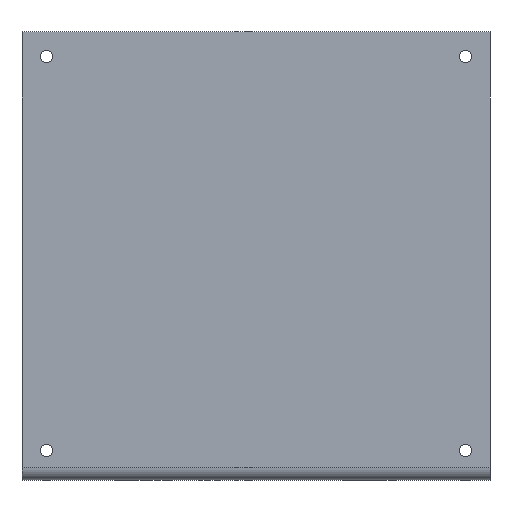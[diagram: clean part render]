
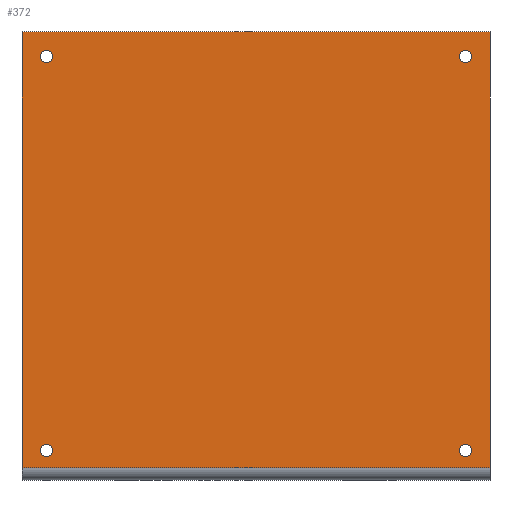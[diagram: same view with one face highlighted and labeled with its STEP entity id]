
A CAD part, front view. The second image highlights one B-rep face of the part: STEP entity #372.
In plain terms, the highlighted planar face has unit normal (0, -1, 0).
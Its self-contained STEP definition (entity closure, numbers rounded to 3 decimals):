
#28 = FACE_BOUND ( 'NONE', #741, .T. ) ;
#30 = EDGE_LOOP ( 'NONE', ( #789, #108 ) ) ;
#32 = EDGE_CURVE ( 'NONE', #522, #907, #113, .T. ) ;
#66 = CIRCLE ( 'NONE', #935, 2.5 ) ;
#98 = VECTOR ( 'NONE', #674, 1000. ) ;
#102 = ORIENTED_EDGE ( 'NONE', *, *, #32, .T. ) ;
#108 = ORIENTED_EDGE ( 'NONE', *, *, #620, .T. ) ;
#111 = EDGE_CURVE ( 'NONE', #122, #1121, #66, .T. ) ;
#113 = CIRCLE ( 'NONE', #708, 2.5 ) ;
#114 = ORIENTED_EDGE ( 'NONE', *, *, #848, .T. ) ;
#117 = LINE ( 'NONE', #1195, #98 ) ;
#122 = VERTEX_POINT ( 'NONE', #983 ) ;
#135 = VERTEX_POINT ( 'NONE', #1302 ) ;
#136 = VERTEX_POINT ( 'NONE', #1200 ) ;
#195 = AXIS2_PLACEMENT_3D ( 'NONE', #1183, #462, #1082 ) ;
#235 = EDGE_CURVE ( 'NONE', #1121, #122, #699, .T. ) ;
#249 = FACE_OUTER_BOUND ( 'NONE', #565, .T. ) ;
#255 = DIRECTION ( 'NONE',  ( 0., 0., 1. ) ) ;
#257 = DIRECTION ( 'NONE',  ( 0., 0., 1. ) ) ;
#266 = EDGE_CURVE ( 'NONE', #709, #944, #421, .T. ) ;
#273 = EDGE_LOOP ( 'NONE', ( #114, #102 ) ) ;
#285 = FACE_BOUND ( 'NONE', #30, .T. ) ;
#293 = DIRECTION ( 'NONE',  ( 0., 1., 0. ) ) ;
#313 = CARTESIAN_POINT ( 'NONE',  ( -85., -2., 80. ) ) ;
#315 = AXIS2_PLACEMENT_3D ( 'NONE', #779, #978, #255 ) ;
#332 = DIRECTION ( 'NONE',  ( 0., 0., -1. ) ) ;
#350 = CIRCLE ( 'NONE', #195, 2.5 ) ;
#362 = CARTESIAN_POINT ( 'NONE',  ( -85., -2., 77.5 ) ) ;
#372 = ADVANCED_FACE ( 'NONE', ( #285, #507, #799, #28, #249 ), #613, .F. ) ;
#393 = VERTEX_POINT ( 'NONE', #618 ) ;
#414 = DIRECTION ( 'NONE',  ( 0., 0., 1. ) ) ;
#421 = LINE ( 'NONE', #1066, #667 ) ;
#425 = CARTESIAN_POINT ( 'NONE',  ( 95., -2., -87. ) ) ;
#431 = ORIENTED_EDGE ( 'NONE', *, *, #1140, .F. ) ;
#433 = EDGE_CURVE ( 'NONE', #1093, #393, #1231, .T. ) ;
#439 = DIRECTION ( 'NONE',  ( -1., 0., 0. ) ) ;
#451 = AXIS2_PLACEMENT_3D ( 'NONE', #563, #1177, #455 ) ;
#455 = DIRECTION ( 'NONE',  ( 0., 0., 1. ) ) ;
#462 = DIRECTION ( 'NONE',  ( 0., 1., 0. ) ) ;
#496 = ORIENTED_EDGE ( 'NONE', *, *, #433, .T. ) ;
#497 = EDGE_CURVE ( 'NONE', #1107, #135, #1163, .T. ) ;
#501 = EDGE_CURVE ( 'NONE', #872, #136, #350, .T. ) ;
#507 = FACE_BOUND ( 'NONE', #636, .T. ) ;
#516 = CIRCLE ( 'NONE', #1138, 2.5 ) ;
#522 = VERTEX_POINT ( 'NONE', #362 ) ;
#531 = LINE ( 'NONE', #1058, #1052 ) ;
#533 = CIRCLE ( 'NONE', #627, 2.5 ) ;
#555 = EDGE_CURVE ( 'NONE', #135, #1107, #865, .T. ) ;
#563 = CARTESIAN_POINT ( 'NONE',  ( 85., -2., 80. ) ) ;
#565 = EDGE_LOOP ( 'NONE', ( #496, #431, #605, #1220 ) ) ;
#567 = CARTESIAN_POINT ( 'NONE',  ( 85., -2., 77.5 ) ) ;
#578 = DIRECTION ( 'NONE',  ( 0., 1., 0. ) ) ;
#587 = DIRECTION ( 'NONE',  ( 0., 1., 0. ) ) ;
#590 = DIRECTION ( 'NONE',  ( 0., 0., 1. ) ) ;
#605 = ORIENTED_EDGE ( 'NONE', *, *, #266, .F. ) ;
#607 = DIRECTION ( 'NONE',  ( 0., 1., 0. ) ) ;
#613 = PLANE ( 'NONE',  #1165 ) ;
#618 = CARTESIAN_POINT ( 'NONE',  ( -95., -2., -87. ) ) ;
#620 = EDGE_CURVE ( 'NONE', #136, #872, #516, .T. ) ;
#627 = AXIS2_PLACEMENT_3D ( 'NONE', #313, #1032, #414 ) ;
#632 = CARTESIAN_POINT ( 'NONE',  ( 95., -2., 90. ) ) ;
#636 = EDGE_LOOP ( 'NONE', ( #717, #1225 ) ) ;
#643 = DIRECTION ( 'NONE',  ( 0., 1., 0. ) ) ;
#667 = VECTOR ( 'NONE', #332, 1000. ) ;
#674 = DIRECTION ( 'NONE',  ( -1., 0., 0. ) ) ;
#682 = ORIENTED_EDGE ( 'NONE', *, *, #111, .T. ) ;
#686 = VECTOR ( 'NONE', #1232, 1000. ) ;
#699 = CIRCLE ( 'NONE', #1203, 2.5 ) ;
#708 = AXIS2_PLACEMENT_3D ( 'NONE', #1205, #587, #1104 ) ;
#709 = VERTEX_POINT ( 'NONE', #632 ) ;
#717 = ORIENTED_EDGE ( 'NONE', *, *, #555, .T. ) ;
#741 = EDGE_LOOP ( 'NONE', ( #682, #1197 ) ) ;
#779 = CARTESIAN_POINT ( 'NONE',  ( 85., -2., 80. ) ) ;
#789 = ORIENTED_EDGE ( 'NONE', *, *, #501, .T. ) ;
#799 = FACE_BOUND ( 'NONE', #273, .T. ) ;
#826 = CARTESIAN_POINT ( 'NONE',  ( -95., -2., 90. ) ) ;
#848 = EDGE_CURVE ( 'NONE', #907, #522, #533, .T. ) ;
#865 = CIRCLE ( 'NONE', #451, 2.5 ) ;
#872 = VERTEX_POINT ( 'NONE', #955 ) ;
#907 = VERTEX_POINT ( 'NONE', #1245 ) ;
#913 = CARTESIAN_POINT ( 'NONE',  ( 95., -2., 90. ) ) ;
#935 = AXIS2_PLACEMENT_3D ( 'NONE', #1092, #578, #1194 ) ;
#944 = VERTEX_POINT ( 'NONE', #425 ) ;
#946 = CARTESIAN_POINT ( 'NONE',  ( -85., -2., -80. ) ) ;
#955 = CARTESIAN_POINT ( 'NONE',  ( 85., -2., -77.5 ) ) ;
#978 = DIRECTION ( 'NONE',  ( 0., 1., 0. ) ) ;
#983 = CARTESIAN_POINT ( 'NONE',  ( -85., -2., -77.5 ) ) ;
#1003 = CARTESIAN_POINT ( 'NONE',  ( 85., -2., -80. ) ) ;
#1012 = EDGE_CURVE ( 'NONE', #709, #1093, #531, .T. ) ;
#1032 = DIRECTION ( 'NONE',  ( 0., 1., 0. ) ) ;
#1052 = VECTOR ( 'NONE', #439, 1000. ) ;
#1058 = CARTESIAN_POINT ( 'NONE',  ( 95., -2., 90. ) ) ;
#1066 = CARTESIAN_POINT ( 'NONE',  ( 95., -2., 90. ) ) ;
#1082 = DIRECTION ( 'NONE',  ( 0., 0., 1. ) ) ;
#1092 = CARTESIAN_POINT ( 'NONE',  ( -85., -2., -80. ) ) ;
#1093 = VERTEX_POINT ( 'NONE', #1279 ) ;
#1104 = DIRECTION ( 'NONE',  ( 0., 0., 1. ) ) ;
#1107 = VERTEX_POINT ( 'NONE', #567 ) ;
#1121 = VERTEX_POINT ( 'NONE', #1296 ) ;
#1123 = DIRECTION ( 'NONE',  ( 0., 0., 1. ) ) ;
#1138 = AXIS2_PLACEMENT_3D ( 'NONE', #1003, #293, #590 ) ;
#1140 = EDGE_CURVE ( 'NONE', #944, #393, #117, .T. ) ;
#1163 = CIRCLE ( 'NONE', #315, 2.5 ) ;
#1165 = AXIS2_PLACEMENT_3D ( 'NONE', #913, #607, #1123 ) ;
#1177 = DIRECTION ( 'NONE',  ( 0., 1., 0. ) ) ;
#1183 = CARTESIAN_POINT ( 'NONE',  ( 85., -2., -80. ) ) ;
#1194 = DIRECTION ( 'NONE',  ( 0., 0., 1. ) ) ;
#1195 = CARTESIAN_POINT ( 'NONE',  ( 95., -2., -87. ) ) ;
#1197 = ORIENTED_EDGE ( 'NONE', *, *, #235, .T. ) ;
#1200 = CARTESIAN_POINT ( 'NONE',  ( 85., -2., -82.5 ) ) ;
#1203 = AXIS2_PLACEMENT_3D ( 'NONE', #946, #643, #257 ) ;
#1205 = CARTESIAN_POINT ( 'NONE',  ( -85., -2., 80. ) ) ;
#1220 = ORIENTED_EDGE ( 'NONE', *, *, #1012, .T. ) ;
#1225 = ORIENTED_EDGE ( 'NONE', *, *, #497, .T. ) ;
#1231 = LINE ( 'NONE', #826, #686 ) ;
#1232 = DIRECTION ( 'NONE',  ( 0., 0., -1. ) ) ;
#1245 = CARTESIAN_POINT ( 'NONE',  ( -85., -2., 82.5 ) ) ;
#1279 = CARTESIAN_POINT ( 'NONE',  ( -95., -2., 90. ) ) ;
#1296 = CARTESIAN_POINT ( 'NONE',  ( -85., -2., -82.5 ) ) ;
#1302 = CARTESIAN_POINT ( 'NONE',  ( 85., -2., 82.5 ) ) ;
